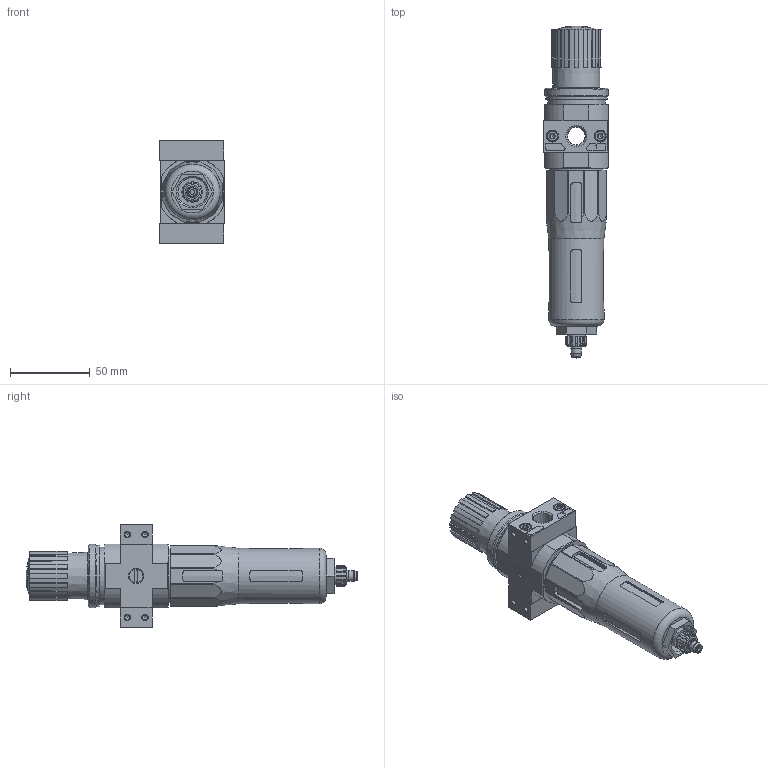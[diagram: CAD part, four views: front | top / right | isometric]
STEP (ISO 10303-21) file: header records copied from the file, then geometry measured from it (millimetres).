
FILE_DESCRIPTION(/* description */ ('STEP AP214'),/* implementation_level */ '2;1');
FILE_NAME(/* name */ '192611_LFR-1_4-D-5M-O-MINI',/* time_stamp */ '2024-09-03T19:13:30+02:00',/* author */ ('License CC BY-ND 4.0'),/* organization */ ('CADENAS'),/* preprocessor_version */ 'ST-DEVELOPER v19.3',/* originating_system */ 'PARTsolutions',/* authorisation */ ' ');
FILE_SCHEMA (('AUTOMOTIVE_DESIGN {1 0 10303 214 3 1 1}'));
Length unit declared in the file: millimetre
Products named in the file (8): 192611 LFR-1/4-D-5M-O-MINI---(0); 127303 LFR-D-5M-MINI--(0); 380291 PBL-1/4-D-MINI-R---(0) p1; DIN-912 - M4x16(F); 380289 PBL-1/4-D-MINI-L---(1) p1; 398011 LRVS-D-MINI; 373845 LR-MINI; 648415 LF
Assembly tree (11 placements, depth 2):
  192611 LFR-1/4-D-5M-O-MINI---(0)
    127303 LFR-D-5M-MINI--(0)
    380291 PBL-1/4-D-MINI-R---(0) p1
    DIN-912 - M4x16(F)  x4
    380289 PBL-1/4-D-MINI-L---(1) p1
    398011 LRVS-D-MINI
    373845 LR-MINI  x2
    648415 LF
Bounding box: 40.4 x 208 x 64 mm (x, y, z)
Volume: 207235.5 mm3; surface area: 44488.6 mm2
Topology: 11 solids, 11 shells, 604 faces, 1481 edges, 942 vertices
Faces by surface type: plane 334, cylinder 159, cone 98, torus 8, sphere 5
Full cylindrical faces by diameter (mm): 3 x1, 3.242 x8, 4 x4, 4.3 x2, 5.6 x1, 6.4 x1, 6.8 x1, 6.9 x2, 7 x4, 7.1 x1, 8.2 x2, 8.566 x2, 9 x1, 9.728 x2, 11 x1, 11.2 x1, 11.445 x2, 12.2 x1, 12.6 x1, 15.8 x1, 15.9 x1, 18 x1, 24.9 x1, 26.9 x1, 33.9 x1, 34.376 x1, 34.7 x1, 36 x2, 38.5 x1, 39.8 x1
Entity records: 17297 total; most frequent: CARTESIAN_POINT 3160, DIRECTION 2514, ORIENTED_EDGE 2352, EDGE_CURVE 1176, AXIS2_PLACEMENT_3D 981, VERTEX_POINT 831, FACE_BOUND 673, EDGE_LOOP 664
